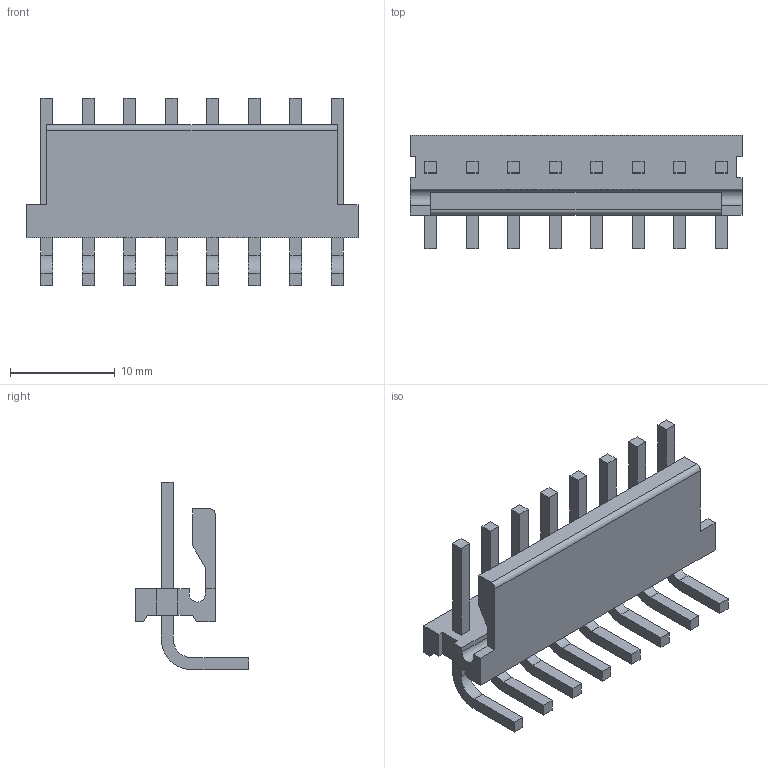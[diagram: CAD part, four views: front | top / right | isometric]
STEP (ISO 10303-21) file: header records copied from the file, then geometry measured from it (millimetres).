
FILE_DESCRIPTION((''),'2;1');
FILE_NAME('C-640387-8','2012-10-18T',('workeradm'),('Tyco Electronics Ltd.'),'PRO/ENGINEER BY PARAMETRIC TECHNOLOGY CORPORATION, 2010430','PRO/ENGINEER BY PARAMETRIC TECHNOLOGY CORPORATION, 2010430','');
FILE_SCHEMA(('AUTOMOTIVE_DESIGN { 1 0 10303 214 1 1 1 1 }'));
Length unit declared in the file: millimetre
Products named in the file (1): C-640387-8
Bounding box: 31.7 x 10.79 x 17.89 mm (x, y, z)
Volume: 1191.6 mm3; surface area: 2079.7 mm2
Topology: 1 solids, 1 shells, 141 faces, 369 edges, 246 vertices
Faces by surface type: plane 123, cylinder 18
Entity records: 4592 total; most frequent: CARTESIAN_POINT 758, ORIENTED_EDGE 738, DIRECTION 687, EDGE_CURVE 369, VECTOR 333, LINE 333, VERTEX_POINT 246, AXIS2_PLACEMENT_3D 177
